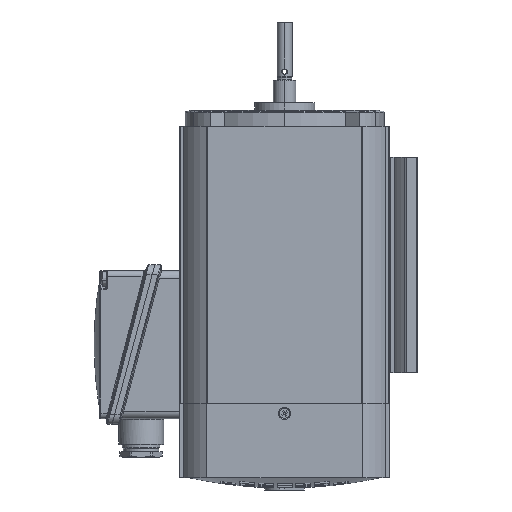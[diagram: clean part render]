
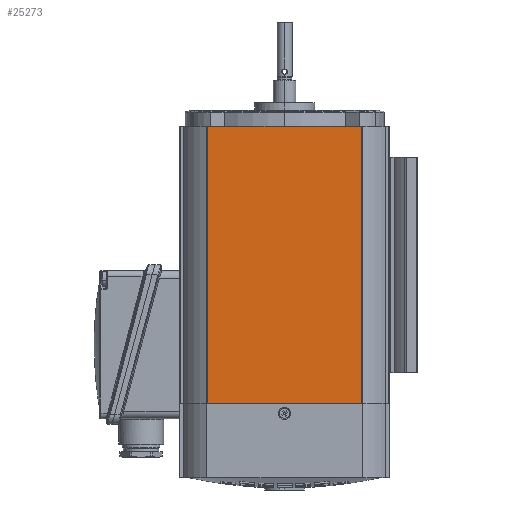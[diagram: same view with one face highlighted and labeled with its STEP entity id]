
A CAD part, left-side view. The second image highlights one B-rep face of the part: STEP entity #25273.
In plain terms, the highlighted planar face has unit normal (-1, 0, 0).
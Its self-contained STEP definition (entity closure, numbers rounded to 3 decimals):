
#355 = ORIENTED_EDGE ( 'NONE', *, *, #23905, .T. ) ;
#731 = DIRECTION ( 'NONE',  ( 1., 0., 0. ) ) ;
#771 = CARTESIAN_POINT ( 'NONE',  ( -56., 41.5, 9.5 ) ) ;
#1127 = EDGE_CURVE ( 'NONE', #8298, #16208, #29494, .T. ) ;
#1574 = VERTEX_POINT ( 'NONE', #44372 ) ;
#4803 = AXIS2_PLACEMENT_3D ( 'NONE', #24995, #731, #29048 ) ;
#5576 = DIRECTION ( 'NONE',  ( 0., 1., 0. ) ) ;
#6595 = CARTESIAN_POINT ( 'NONE',  ( -56., 41., 10.5 ) ) ;
#6708 = VECTOR ( 'NONE', #43844, 1000. ) ;
#7852 = LINE ( 'NONE', #771, #38848 ) ;
#8298 = VERTEX_POINT ( 'NONE', #22826 ) ;
#10694 = DIRECTION ( 'NONE',  ( 0., 0., -1. ) ) ;
#10917 = EDGE_CURVE ( 'NONE', #50559, #1574, #15673, .T. ) ;
#11204 = ORIENTED_EDGE ( 'NONE', *, *, #1127, .T. ) ;
#15673 = LINE ( 'NONE', #6595, #26419 ) ;
#16208 = VERTEX_POINT ( 'NONE', #21106 ) ;
#17088 = LINE ( 'NONE', #31646, #26602 ) ;
#19481 = DIRECTION ( 'NONE',  ( 0., -1., 0. ) ) ;
#21106 = CARTESIAN_POINT ( 'NONE',  ( -56., -41., 9.5 ) ) ;
#22826 = CARTESIAN_POINT ( 'NONE',  ( -56., -41., -138.5 ) ) ;
#23905 = EDGE_CURVE ( 'NONE', #1574, #8298, #17088, .T. ) ;
#24159 = CARTESIAN_POINT ( 'NONE',  ( -56., 41., 9.5 ) ) ;
#24825 = PLANE ( 'NONE',  #4803 ) ;
#24995 = CARTESIAN_POINT ( 'NONE',  ( -56., 41.5, 10.5 ) ) ;
#25273 = ADVANCED_FACE ( 'NONE', ( #29059 ), #24825, .F. ) ;
#25932 = ORIENTED_EDGE ( 'NONE', *, *, #47516, .T. ) ;
#26419 = VECTOR ( 'NONE', #10694, 1000. ) ;
#26602 = VECTOR ( 'NONE', #19481, 1000. ) ;
#29048 = DIRECTION ( 'NONE',  ( 0., 0., -1. ) ) ;
#29059 = FACE_OUTER_BOUND ( 'NONE', #42957, .T. ) ;
#29159 = CARTESIAN_POINT ( 'NONE',  ( -56., -41., 10.5 ) ) ;
#29494 = LINE ( 'NONE', #29159, #6708 ) ;
#30739 = ORIENTED_EDGE ( 'NONE', *, *, #10917, .T. ) ;
#31646 = CARTESIAN_POINT ( 'NONE',  ( -56., 41.5, -138.5 ) ) ;
#38848 = VECTOR ( 'NONE', #5576, 1000. ) ;
#42957 = EDGE_LOOP ( 'NONE', ( #30739, #355, #11204, #25932 ) ) ;
#43844 = DIRECTION ( 'NONE',  ( 0., 0., 1. ) ) ;
#44372 = CARTESIAN_POINT ( 'NONE',  ( -56., 41., -138.5 ) ) ;
#47516 = EDGE_CURVE ( 'NONE', #16208, #50559, #7852, .T. ) ;
#50559 = VERTEX_POINT ( 'NONE', #24159 ) ;
